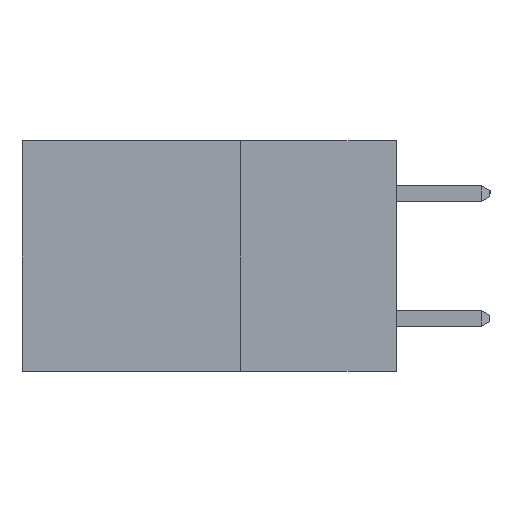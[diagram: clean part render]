
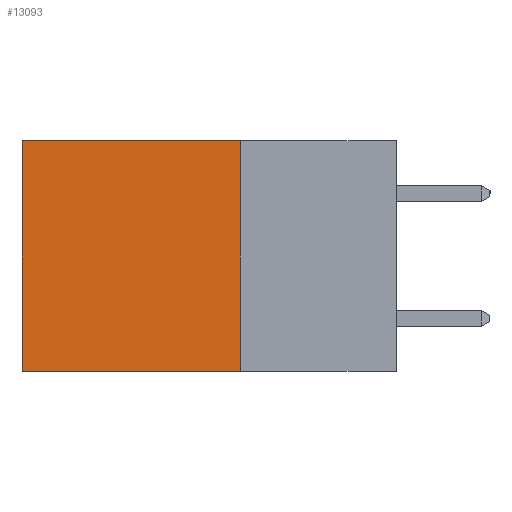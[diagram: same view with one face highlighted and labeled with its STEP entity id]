
A CAD part, left-side view. The second image highlights one B-rep face of the part: STEP entity #13093.
In plain terms, the highlighted planar face has unit normal (-1, 0, 0).
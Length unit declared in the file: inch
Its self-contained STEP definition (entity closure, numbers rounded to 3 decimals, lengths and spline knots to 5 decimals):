
#1 = DIRECTION ( 'NONE',  ( 1., 0., 0. ) ) ;
#429 = VECTOR ( 'NONE', #16386, 39.37008 ) ;
#519 = CARTESIAN_POINT ( 'NONE',  ( 0.2615, 0.6, -0.37 ) ) ;
#1168 = DIRECTION ( 'NONE',  ( 0., 1., 0. ) ) ;
#1783 = VERTEX_POINT ( 'NONE', #9519 ) ;
#2917 = LINE ( 'NONE', #17426, #429 ) ;
#3014 = VERTEX_POINT ( 'NONE', #7804 ) ;
#3043 = LINE ( 'NONE', #11912, #17576 ) ;
#3055 = CARTESIAN_POINT ( 'NONE',  ( 0.2615, 0.25, -0.37 ) ) ;
#3945 = VERTEX_POINT ( 'NONE', #3055 ) ;
#4120 = EDGE_LOOP ( 'NONE', ( #4607, #13858, #17651, #9522 ) ) ;
#4607 = ORIENTED_EDGE ( 'NONE', *, *, #14904, .T. ) ;
#5216 = VECTOR ( 'NONE', #1168, 39.37008 ) ;
#5509 = CARTESIAN_POINT ( 'NONE',  ( 0.2615, 0.25, 0. ) ) ;
#6350 = EDGE_CURVE ( 'NONE', #3014, #1783, #11292, .T. ) ;
#7804 = CARTESIAN_POINT ( 'NONE',  ( 0.2615, 0.25, 0. ) ) ;
#8370 = DIRECTION ( 'NONE',  ( 0., 0., -1. ) ) ;
#9519 = CARTESIAN_POINT ( 'NONE',  ( 0.2615, 0.6, 0. ) ) ;
#9522 = ORIENTED_EDGE ( 'NONE', *, *, #6350, .T. ) ;
#10320 = FACE_OUTER_BOUND ( 'NONE', #4120, .T. ) ;
#11166 = LINE ( 'NONE', #15478, #13017 ) ;
#11292 = LINE ( 'NONE', #5509, #5216 ) ;
#11912 = CARTESIAN_POINT ( 'NONE',  ( 0.2615, 0.25, -0.37 ) ) ;
#13004 = CARTESIAN_POINT ( 'NONE',  ( 0.2615, 0.25, -0.37 ) ) ;
#13017 = VECTOR ( 'NONE', #8370, 39.37008 ) ;
#13091 = DIRECTION ( 'NONE',  ( 0., 0., -1. ) ) ;
#13093 = ADVANCED_FACE ( 'NONE', ( #10320 ), #17314, .F. ) ;
#13544 = EDGE_CURVE ( 'NONE', #3945, #13729, #3043, .T. ) ;
#13729 = VERTEX_POINT ( 'NONE', #519 ) ;
#13858 = ORIENTED_EDGE ( 'NONE', *, *, #13544, .F. ) ;
#14904 = EDGE_CURVE ( 'NONE', #1783, #13729, #11166, .T. ) ;
#15465 = EDGE_CURVE ( 'NONE', #3014, #3945, #2917, .T. ) ;
#15478 = CARTESIAN_POINT ( 'NONE',  ( 0.2615, 0.6, -0.37 ) ) ;
#16024 = DIRECTION ( 'NONE',  ( 0., 1., 0. ) ) ;
#16386 = DIRECTION ( 'NONE',  ( 0., 0., -1. ) ) ;
#17255 = AXIS2_PLACEMENT_3D ( 'NONE', #13004, #1, #13091 ) ;
#17314 = PLANE ( 'NONE',  #17255 ) ;
#17426 = CARTESIAN_POINT ( 'NONE',  ( 0.2615, 0.25, -0.37 ) ) ;
#17576 = VECTOR ( 'NONE', #16024, 39.37008 ) ;
#17651 = ORIENTED_EDGE ( 'NONE', *, *, #15465, .F. ) ;
